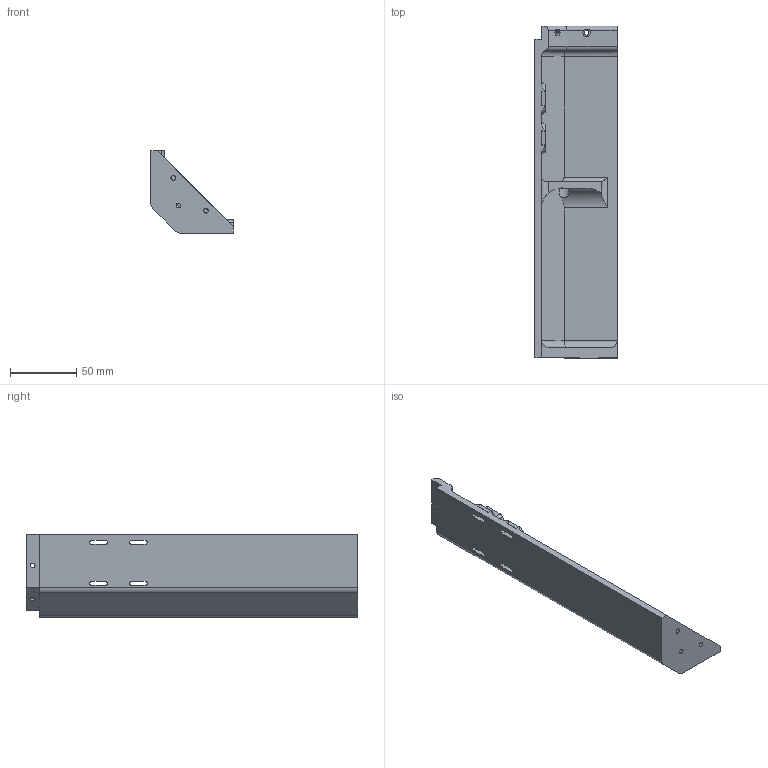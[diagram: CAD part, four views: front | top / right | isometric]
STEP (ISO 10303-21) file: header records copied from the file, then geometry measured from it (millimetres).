
FILE_DESCRIPTION(('FreeCAD Model'),'2;1');
FILE_NAME('back-Pillar.step','2020-08-14T09:42:07',('Author'),(''), 'Open CASCADE STEP processor 7.3','FreeCAD','Unknown');
FILE_SCHEMA(('AUTOMOTIVE_DESIGN { 1 0 10303 214 1 1 1 1 }'));
Length unit declared in the file: millimetre
Products named in the file (1): b?1_-_ｸｱｱｾ
Bounding box: 62.07 x 250 x 62.1 mm (x, y, z)
Volume: 159202.6 mm3; surface area: 63703.8 mm2
Topology: 1 solids, 1 shells, 148 faces, 415 edges, 270 vertices
Faces by surface type: plane 83, cylinder 53, torus 12
Entity records: 12842 total; most frequent: CARTESIAN_POINT 4783, DIRECTION 1442, LINE 918, VECTOR 918, ORIENTED_EDGE 830, PCURVE 830, DEFINITIONAL_REPRESENTATION 830, EDGE_CURVE 415
